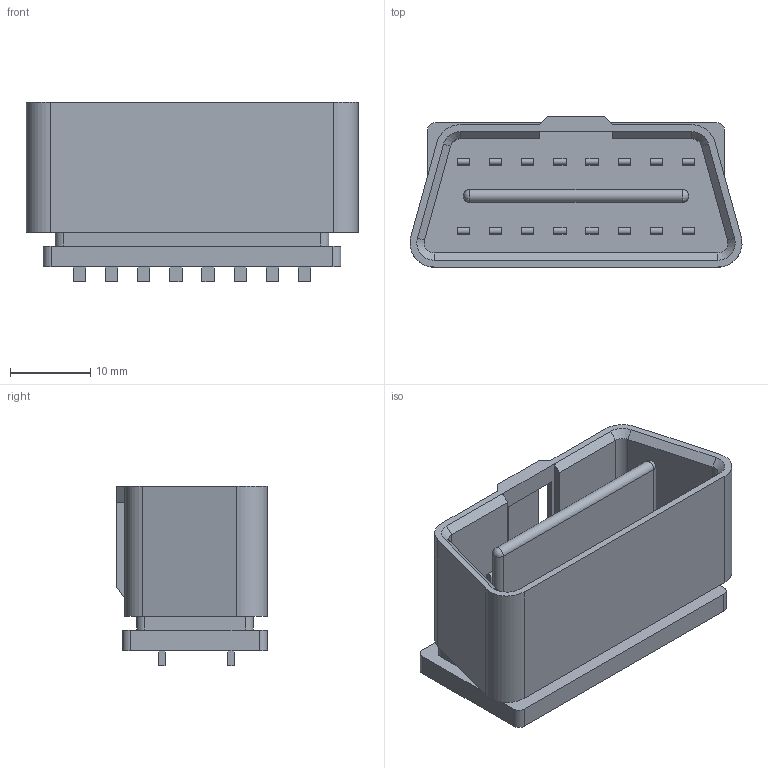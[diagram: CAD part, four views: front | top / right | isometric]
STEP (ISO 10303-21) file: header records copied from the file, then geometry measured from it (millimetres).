
FILE_DESCRIPTION(/* description */ (''),/* implementation_level */ '2;1');
FILE_NAME(/* name */ 'C-OBD-II-16M--3DModel-STEP-1.step',/* time_stamp */ '2024-03-14T17:51:18-06:00',/* author */ (''),/* organization */ (''),/* preprocessor_version */ 'ST-DEVELOPER v20',/* originating_system */ 'Autodesk Translation Framework v12.20.1.177',/* authorisation */ '');
FILE_SCHEMA (('AUTOMOTIVE_DESIGN { 1 0 10303 214 3 1 1 }'));
Length unit declared in the file: millimetre
Products named in the file (1): C-OBD-II-16M--3DModel-STEP-MOD
Bounding box: 41.29 x 18.7 x 22.35 mm (x, y, z)
Volume: 7167 mm3; surface area: 6634.3 mm2
Topology: 1 solids, 1 shells, 230 faces, 571 edges, 372 vertices
Faces by surface type: plane 189, cylinder 35, cone 4, sphere 2
Entity records: 6749 total; most frequent: CARTESIAN_POINT 1170, ORIENTED_EDGE 1134, DIRECTION 1103, EDGE_CURVE 567, LINE 493, VECTOR 493, VERTEX_POINT 372, AXIS2_PLACEMENT_3D 305
